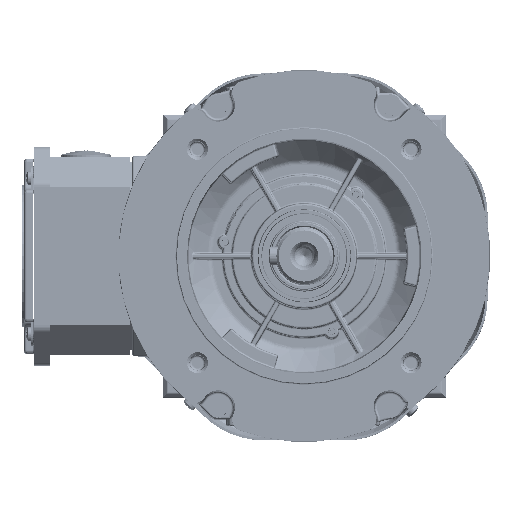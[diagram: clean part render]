
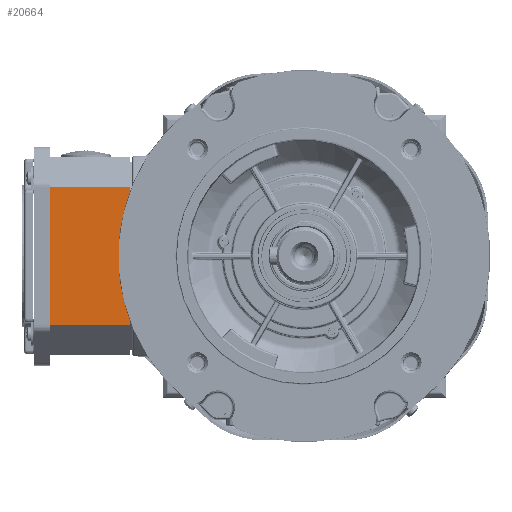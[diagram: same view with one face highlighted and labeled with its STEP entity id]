
A CAD part, top view. The second image highlights one B-rep face of the part: STEP entity #20664.
In plain terms, the highlighted planar face has unit normal (0, 0, 1).
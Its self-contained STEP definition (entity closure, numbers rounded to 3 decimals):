
#2977=PLANE('',#124572);
#7443=LINE('',#202549,#12833);
#7455=LINE('',#202580,#12845);
#7466=LINE('',#202599,#12856);
#7467=LINE('',#202601,#12857);
#12833=VECTOR('',#141826,1.);
#12845=VECTOR('',#141848,1.);
#12856=VECTOR('',#141863,1.);
#12857=VECTOR('',#141866,1.);
#20664=ADVANCED_FACE('3-0-10545',(#30601),#2977,.T.);
#30601=FACE_OUTER_BOUND('',#38018,.T.);
#38018=EDGE_LOOP('',(#56892,#56893,#56894,#56895));
#56892=ORIENTED_EDGE('',*,*,#99320,.T.);
#56893=ORIENTED_EDGE('',*,*,#99296,.F.);
#56894=ORIENTED_EDGE('',*,*,#99321,.T.);
#56895=ORIENTED_EDGE('',*,*,#99309,.T.);
#86276=VERTEX_POINT('',#202535);
#86283=VERTEX_POINT('',#202548);
#86293=VERTEX_POINT('',#202579);
#86294=VERTEX_POINT('',#202581);
#99296=EDGE_CURVE('',#86283,#86276,#7443,.T.);
#99309=EDGE_CURVE('',#86294,#86293,#7455,.T.);
#99320=EDGE_CURVE('',#86293,#86276,#7466,.T.);
#99321=EDGE_CURVE('',#86283,#86294,#7467,.T.);
#124572=AXIS2_PLACEMENT_3D('',#202602,#141867,#141868);
#141826=DIRECTION('',(0.,-1.,0.));
#141848=DIRECTION('',(0.,-1.,0.));
#141863=DIRECTION('',(1.,0.,0.));
#141866=DIRECTION('',(-1.,0.,0.));
#141867=DIRECTION('',(0.,0.,1.));
#141868=DIRECTION('',(0.,-1.,0.));
#202535=CARTESIAN_POINT('',(-75.,-29.625,28.5));
#202548=CARTESIAN_POINT('',(-75.,29.625,28.5));
#202549=CARTESIAN_POINT('',(-75.,29.625,28.5));
#202579=CARTESIAN_POINT('',(-110.5,-29.625,28.5));
#202580=CARTESIAN_POINT('',(-110.5,29.625,28.5));
#202581=CARTESIAN_POINT('',(-110.5,29.625,28.5));
#202599=CARTESIAN_POINT('',(-110.5,-29.625,28.5));
#202601=CARTESIAN_POINT('',(-75.,29.625,28.5));
#202602=CARTESIAN_POINT('',(-111.5,39.5,28.5));
